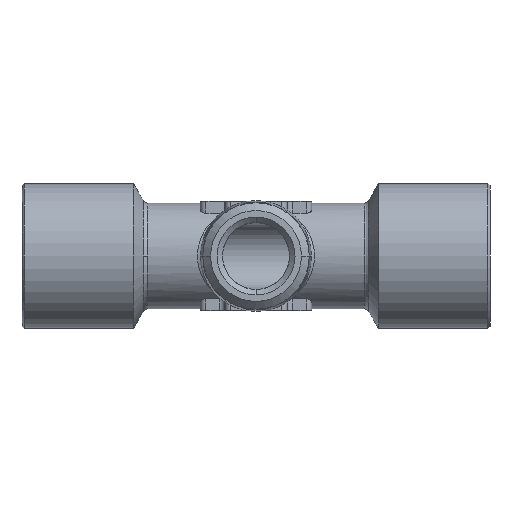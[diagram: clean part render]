
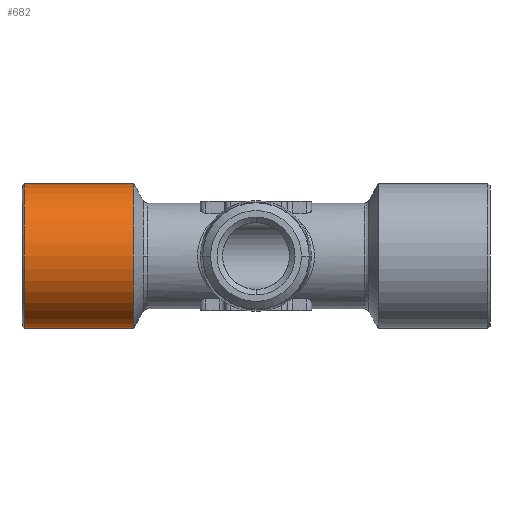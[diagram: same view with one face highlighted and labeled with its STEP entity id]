
A CAD part, front view. The second image highlights one B-rep face of the part: STEP entity #682.
In plain terms, the highlighted cylindrical face has radius 6.5 mm (diameter 13 mm), a partial arc.
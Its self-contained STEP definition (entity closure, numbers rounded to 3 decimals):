
#679 = VERTEX_POINT ( 'NONE', #2287 ) ;
#680 = EDGE_CURVE ( 'NONE', #748, #708, #2283, .T. ) ;
#681 = ORIENTED_EDGE ( 'NONE', *, *, #690, .T. ) ;
#682 = ADVANCED_FACE ( 'NONE', ( #2279 ), #2278, .T. ) ;
#686 = EDGE_LOOP ( 'NONE', ( #681, #687, #688, #689 ) ) ;
#687 = ORIENTED_EDGE ( 'NONE', *, *, #680, .T. ) ;
#688 = ORIENTED_EDGE ( 'NONE', *, *, #702, .F. ) ;
#689 = ORIENTED_EDGE ( 'NONE', *, *, #746, .F. ) ;
#690 = EDGE_CURVE ( 'NONE', #679, #748, #2268, .T. ) ;
#702 = EDGE_CURVE ( 'NONE', #703, #708, #2318, .T. ) ;
#703 = VERTEX_POINT ( 'NONE', #2313 ) ;
#708 = VERTEX_POINT ( 'NONE', #2302 ) ;
#746 = EDGE_CURVE ( 'NONE', #679, #703, #2407, .T. ) ;
#748 = VERTEX_POINT ( 'NONE', #2403 ) ;
#2264 = DIRECTION ( 'NONE',  ( 0., 0., 1. ) ) ;
#2265 = DIRECTION ( 'NONE',  ( 1., 0., 0. ) ) ;
#2266 = CARTESIAN_POINT ( 'NONE',  ( -20.8, 0., 0. ) ) ;
#2267 = AXIS2_PLACEMENT_3D ( 'NONE', #2266, #2265, #2264 ) ;
#2268 = CIRCLE ( 'NONE', #2267, 6.5 ) ;
#2274 = DIRECTION ( 'NONE',  ( 0., 0., 1. ) ) ;
#2275 = DIRECTION ( 'NONE',  ( 1., 0., 0. ) ) ;
#2276 = AXIS2_PLACEMENT_3D ( 'NONE', #2277, #2275, #2274 ) ;
#2277 = CARTESIAN_POINT ( 'NONE',  ( 9.788, 0., 0. ) ) ;
#2278 = CYLINDRICAL_SURFACE ( 'NONE', #2276, 6.5 ) ;
#2279 = FACE_OUTER_BOUND ( 'NONE', #686, .T. ) ;
#2280 = DIRECTION ( 'NONE',  ( 1., 0., 0. ) ) ;
#2281 = VECTOR ( 'NONE', #2280, 1000. ) ;
#2282 = CARTESIAN_POINT ( 'NONE',  ( 9.788, 0., -6.5 ) ) ;
#2283 = LINE ( 'NONE', #2282, #2281 ) ;
#2287 = CARTESIAN_POINT ( 'NONE',  ( -20.8, 0., 6.5 ) ) ;
#2302 = CARTESIAN_POINT ( 'NONE',  ( -11., 0., -6.5 ) ) ;
#2313 = CARTESIAN_POINT ( 'NONE',  ( -11., 0., 6.5 ) ) ;
#2314 = DIRECTION ( 'NONE',  ( 0., 0., 1. ) ) ;
#2315 = DIRECTION ( 'NONE',  ( 1., 0., 0. ) ) ;
#2316 = CARTESIAN_POINT ( 'NONE',  ( -11., 0., 0. ) ) ;
#2317 = AXIS2_PLACEMENT_3D ( 'NONE', #2316, #2315, #2314 ) ;
#2318 = CIRCLE ( 'NONE', #2317, 6.5 ) ;
#2403 = CARTESIAN_POINT ( 'NONE',  ( -20.8, 0., -6.5 ) ) ;
#2404 = DIRECTION ( 'NONE',  ( 1., 0., 0. ) ) ;
#2405 = VECTOR ( 'NONE', #2404, 1000. ) ;
#2406 = CARTESIAN_POINT ( 'NONE',  ( 9.788, 0., 6.5 ) ) ;
#2407 = LINE ( 'NONE', #2406, #2405 ) ;
